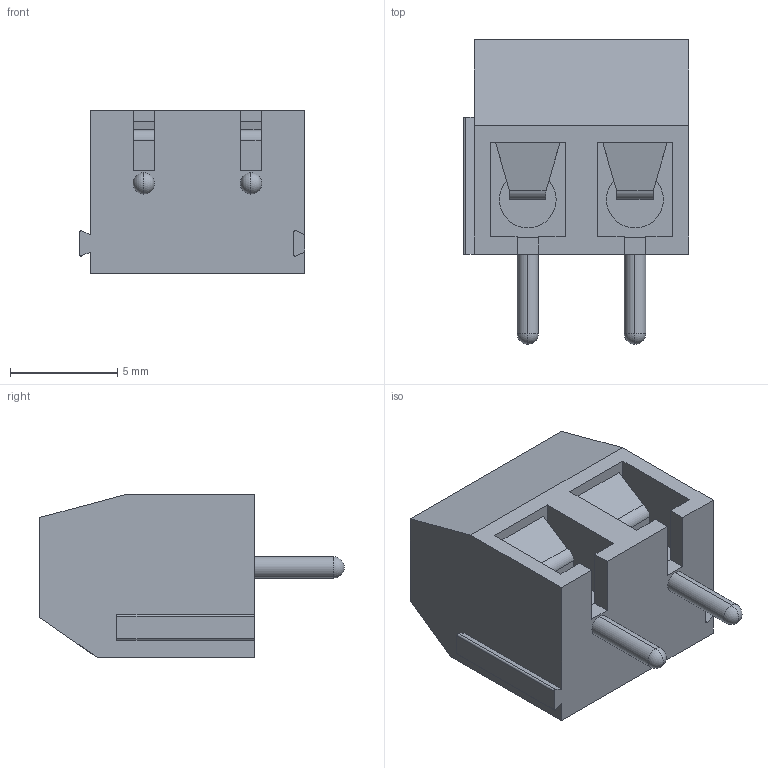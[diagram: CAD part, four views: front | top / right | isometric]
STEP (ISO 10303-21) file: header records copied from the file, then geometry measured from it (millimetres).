
FILE_DESCRIPTION (( 'STEP AP214' ), '1' );
FILE_NAME ('EBBA-02-C-SS-BU.STEP', '2025-06-11T08:44:54', ( 'LENOVO' ), ( '' ), 'SwSTEP 2.0', 'SolidWorks 2021', '' );
FILE_SCHEMA (( 'AUTOMOTIVE_DESIGN' ));
Length unit declared in the file: millimetre
Products named in the file (1): EBBA-02-C-SS-BU
Bounding box: 10.5 x 14.2 x 7.6 mm (x, y, z)
Volume: 603.7 mm3; surface area: 868.9 mm2
Topology: 7 solids, 7 shells, 117 faces, 292 edges, 192 vertices
Faces by surface type: plane 77, cylinder 30, torus 6, sphere 4
Entity records: 3534 total; most frequent: CARTESIAN_POINT 666, DIRECTION 576, ORIENTED_EDGE 568, EDGE_CURVE 284, AXIS2_PLACEMENT_3D 194, VECTOR 188, LINE 188, VERTEX_POINT 188
